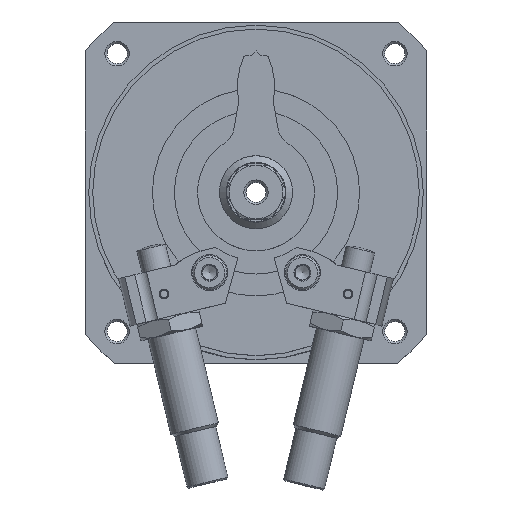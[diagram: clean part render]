
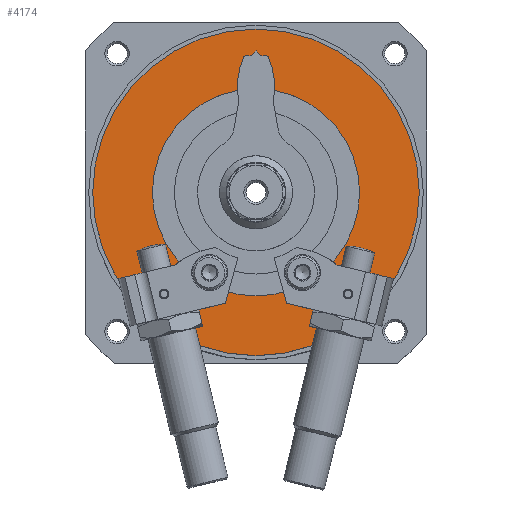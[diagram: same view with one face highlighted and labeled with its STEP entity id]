
A CAD part, top view. The second image highlights one B-rep face of the part: STEP entity #4174.
In plain terms, the highlighted face is planar.
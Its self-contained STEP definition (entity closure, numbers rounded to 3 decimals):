
#185=PLANE('',#4607);
#821=ORIENTED_EDGE('',*,*,#1850,.F.);
#822=ORIENTED_EDGE('',*,*,#1851,.T.);
#1850=EDGE_CURVE('',#2374,#2374,#2776,.T.);
#1851=EDGE_CURVE('',#2375,#2375,#2777,.T.);
#2374=VERTEX_POINT('',#6731);
#2375=VERTEX_POINT('',#6733);
#2776=CIRCLE('',#4608,33.5);
#2777=CIRCLE('',#4609,21.25);
#3087=EDGE_LOOP('',(#821));
#3088=EDGE_LOOP('',(#822));
#3592=FACE_BOUND('',#3087,.T.);
#3593=FACE_BOUND('',#3088,.T.);
#4174=ADVANCED_FACE('',(#3592,#3593),#185,.F.);
#4607=AXIS2_PLACEMENT_3D('',#6729,#5296,#5297);
#4608=AXIS2_PLACEMENT_3D('',#6730,#5298,#5299);
#4609=AXIS2_PLACEMENT_3D('',#6732,#5300,#5301);
#5296=DIRECTION('',(1.,0.,0.));
#5297=DIRECTION('',(0.,0.,-1.));
#5298=DIRECTION('',(1.,0.,0.));
#5299=DIRECTION('',(0.,0.,-1.));
#5300=DIRECTION('',(1.,0.,0.));
#5301=DIRECTION('',(0.,0.,-1.));
#6729=CARTESIAN_POINT('',(-39.1,0.,0.));
#6730=CARTESIAN_POINT('',(-39.1,0.,0.));
#6731=CARTESIAN_POINT('',(-39.1,0.,-33.5));
#6732=CARTESIAN_POINT('',(-39.1,0.,0.));
#6733=CARTESIAN_POINT('',(-39.1,0.,-21.25));
